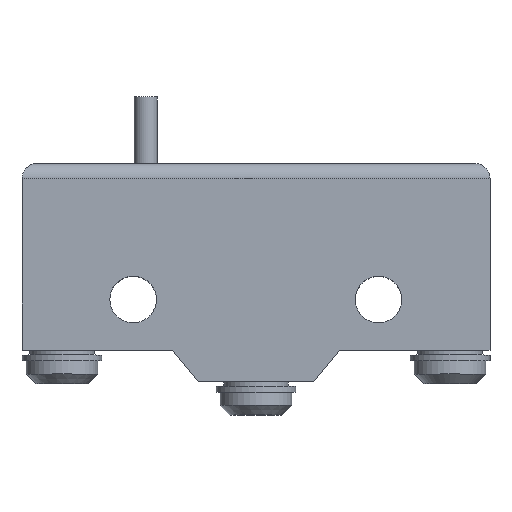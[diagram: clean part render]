
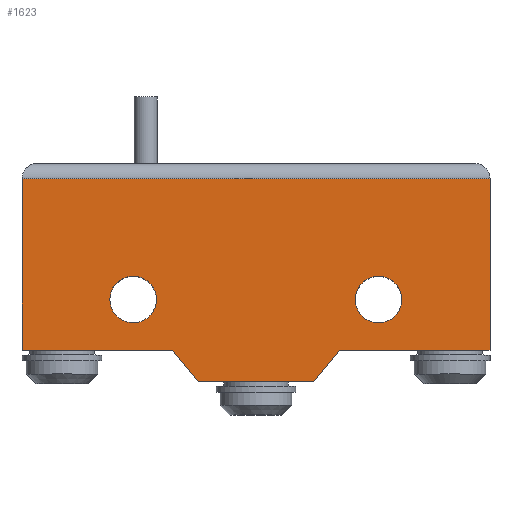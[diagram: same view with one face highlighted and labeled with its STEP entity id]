
A CAD part, top view. The second image highlights one B-rep face of the part: STEP entity #1623.
In plain terms, the highlighted planar face has unit normal (0, 0, 1).
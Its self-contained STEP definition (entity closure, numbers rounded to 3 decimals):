
#1280=CARTESIAN_POINT('',(11.686,7.766,17.5));
#1281=VERTEX_POINT('',#1280);
#1290=CARTESIAN_POINT('',(11.686,2.865,17.5));
#1291=VERTEX_POINT('',#1290);
#1292=CARTESIAN_POINT('',(11.686,5.316,17.5));
#1293=DIRECTION('',(0.0,0.0,1.0));
#1294=DIRECTION('',(0.0,1.0,0.0));
#1295=AXIS2_PLACEMENT_3D('',#1292,#1293,#1294);
#1296=CIRCLE('',#1295,2.45);
#1297=EDGE_CURVE('',#1281,#1291,#1296,.T.);
#1322=CARTESIAN_POINT('',(37.482,2.862,17.5));
#1323=VERTEX_POINT('',#1322);
#1332=CARTESIAN_POINT('',(37.482,7.77,17.5));
#1333=VERTEX_POINT('',#1332);
#1334=CARTESIAN_POINT('',(37.482,5.316,17.5));
#1335=DIRECTION('',(0.0,0.0,1.0));
#1336=DIRECTION('',(0.0,-1.0,0.0));
#1337=AXIS2_PLACEMENT_3D('',#1334,#1335,#1336);
#1338=CIRCLE('',#1337,2.454);
#1339=EDGE_CURVE('',#1323,#1333,#1338,.T.);
#1438=CARTESIAN_POINT('',(0.0,18.029,17.5));
#1439=VERTEX_POINT('',#1438);
#1464=CARTESIAN_POINT('',(49.2,18.029,17.5));
#1465=VERTEX_POINT('',#1464);
#1488=CARTESIAN_POINT('',(49.2,0.,17.5));
#1489=VERTEX_POINT('',#1488);
#1490=CARTESIAN_POINT('',(49.2,18.029,17.5));
#1491=DIRECTION('',(0.0,-1.0,0.0));
#1492=VECTOR('',#1491,18.029);
#1493=LINE('',#1490,#1492);
#1494=EDGE_CURVE('',#1465,#1489,#1493,.T.);
#1521=CARTESIAN_POINT('',(0.0,18.029,17.5));
#1522=DIRECTION('',(1.0,0.0,0.0));
#1523=VECTOR('',#1522,49.2);
#1524=LINE('',#1521,#1523);
#1525=EDGE_CURVE('',#1439,#1465,#1524,.T.);
#1530=CARTESIAN_POINT('',(24.6,9.211,17.5));
#1531=DIRECTION('',(0.0,0.0,1.0));
#1532=DIRECTION('',(1.0,0.0,0.0));
#1533=AXIS2_PLACEMENT_3D('',#1530,#1531,#1532);
#1534=PLANE('',#1533);
#1535=ORIENTED_EDGE('',*,*,#1525,.F.);
#1536=CARTESIAN_POINT('',(0.0,0.0,17.5));
#1537=VERTEX_POINT('',#1536);
#1538=CARTESIAN_POINT('',(0.0,0.0,17.5));
#1539=DIRECTION('',(0.0,1.0,0.0));
#1540=VECTOR('',#1539,18.029);
#1541=LINE('',#1538,#1540);
#1542=EDGE_CURVE('',#1537,#1439,#1541,.T.);
#1543=ORIENTED_EDGE('',*,*,#1542,.F.);
#1544=CARTESIAN_POINT('',(15.817,0.,17.5));
#1545=VERTEX_POINT('',#1544);
#1546=CARTESIAN_POINT('',(15.817,0.,17.5));
#1547=DIRECTION('',(-1.0,0.0,0.0));
#1548=VECTOR('',#1547,15.817);
#1549=LINE('',#1546,#1548);
#1550=EDGE_CURVE('',#1545,#1537,#1549,.T.);
#1551=ORIENTED_EDGE('',*,*,#1550,.F.);
#1552=CARTESIAN_POINT('',(18.528,-3.303,17.5));
#1553=VERTEX_POINT('',#1552);
#1554=CARTESIAN_POINT('',(18.528,-3.303,17.5));
#1555=DIRECTION('',(-0.634,0.773,0.0));
#1556=VECTOR('',#1555,4.273);
#1557=LINE('',#1554,#1556);
#1558=EDGE_CURVE('',#1553,#1545,#1557,.T.);
#1559=ORIENTED_EDGE('',*,*,#1558,.F.);
#1560=CARTESIAN_POINT('',(30.672,-3.303,17.5));
#1561=VERTEX_POINT('',#1560);
#1562=CARTESIAN_POINT('',(30.672,-3.303,17.5));
#1563=DIRECTION('',(-1.0,0.0,0.0));
#1564=VECTOR('',#1563,12.143);
#1565=LINE('',#1562,#1564);
#1566=EDGE_CURVE('',#1561,#1553,#1565,.T.);
#1567=ORIENTED_EDGE('',*,*,#1566,.F.);
#1568=CARTESIAN_POINT('',(33.384,0.,17.5));
#1569=VERTEX_POINT('',#1568);
#1570=CARTESIAN_POINT('',(33.384,0.,17.5));
#1571=DIRECTION('',(-0.635,-0.773,0.0));
#1572=VECTOR('',#1571,4.274);
#1573=LINE('',#1570,#1572);
#1574=EDGE_CURVE('',#1569,#1561,#1573,.T.);
#1575=ORIENTED_EDGE('',*,*,#1574,.F.);
#1576=CARTESIAN_POINT('',(49.2,0.,17.5));
#1577=DIRECTION('',(-1.0,0.0,0.0));
#1578=VECTOR('',#1577,15.816);
#1579=LINE('',#1576,#1578);
#1580=EDGE_CURVE('',#1489,#1569,#1579,.T.);
#1581=ORIENTED_EDGE('',*,*,#1580,.F.);
#1582=ORIENTED_EDGE('',*,*,#1494,.F.);
#1583=EDGE_LOOP('',(#1535,#1543,#1551,#1559,#1567,#1575,#1581,#1582));
#1584=FACE_OUTER_BOUND('',#1583,.T.);
#1585=CARTESIAN_POINT('',(14.137,5.316,17.5));
#1586=VERTEX_POINT('',#1585);
#1587=CARTESIAN_POINT('',(11.686,5.316,17.5));
#1588=DIRECTION('',(0.0,0.0,1.0));
#1589=DIRECTION('',(0.0,1.0,0.0));
#1590=AXIS2_PLACEMENT_3D('',#1587,#1588,#1589);
#1591=CIRCLE('',#1590,2.45);
#1592=EDGE_CURVE('',#1586,#1281,#1591,.T.);
#1593=ORIENTED_EDGE('',*,*,#1592,.F.);
#1594=CARTESIAN_POINT('',(11.686,5.316,17.5));
#1595=DIRECTION('',(0.0,0.0,1.0));
#1596=DIRECTION('',(0.0,1.0,0.0));
#1597=AXIS2_PLACEMENT_3D('',#1594,#1595,#1596);
#1598=CIRCLE('',#1597,2.45);
#1599=EDGE_CURVE('',#1291,#1586,#1598,.T.);
#1600=ORIENTED_EDGE('',*,*,#1599,.F.);
#1601=ORIENTED_EDGE('',*,*,#1297,.F.);
#1602=EDGE_LOOP('',(#1593,#1600,#1601));
#1603=FACE_BOUND('',#1602,.T.);
#1604=CARTESIAN_POINT('',(35.028,5.316,17.5));
#1605=VERTEX_POINT('',#1604);
#1606=CARTESIAN_POINT('',(37.482,5.316,17.5));
#1607=DIRECTION('',(0.0,0.0,1.0));
#1608=DIRECTION('',(0.0,-1.0,0.0));
#1609=AXIS2_PLACEMENT_3D('',#1606,#1607,#1608);
#1610=CIRCLE('',#1609,2.454);
#1611=EDGE_CURVE('',#1605,#1323,#1610,.T.);
#1612=ORIENTED_EDGE('',*,*,#1611,.F.);
#1613=CARTESIAN_POINT('',(37.482,5.316,17.5));
#1614=DIRECTION('',(0.0,0.0,1.0));
#1615=DIRECTION('',(0.0,-1.0,0.0));
#1616=AXIS2_PLACEMENT_3D('',#1613,#1614,#1615);
#1617=CIRCLE('',#1616,2.454);
#1618=EDGE_CURVE('',#1333,#1605,#1617,.T.);
#1619=ORIENTED_EDGE('',*,*,#1618,.F.);
#1620=ORIENTED_EDGE('',*,*,#1339,.F.);
#1621=EDGE_LOOP('',(#1612,#1619,#1620));
#1622=FACE_BOUND('',#1621,.T.);
#1623=ADVANCED_FACE('',(#1584,#1603,#1622),#1534,.T.);
